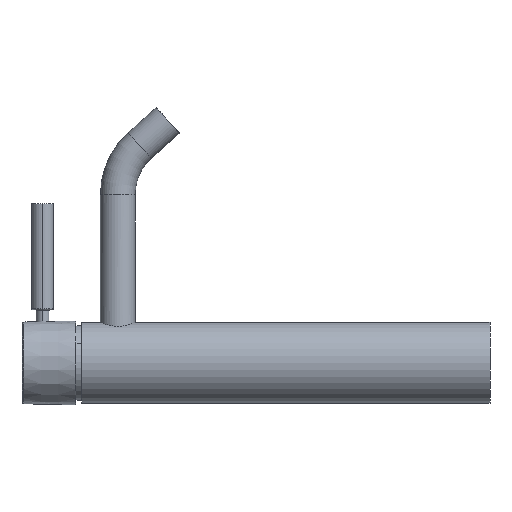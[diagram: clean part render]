
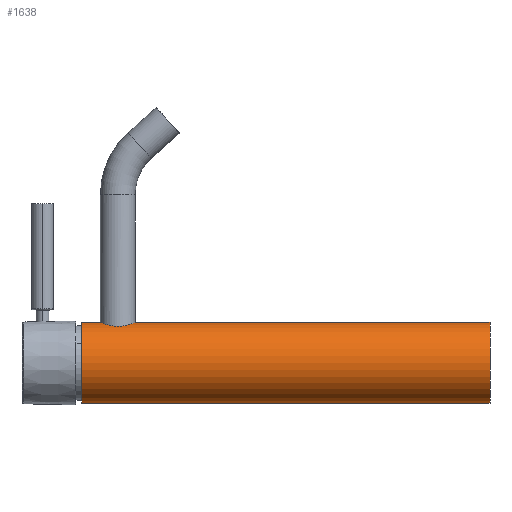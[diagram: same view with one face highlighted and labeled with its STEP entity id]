
A CAD part, left-side view. The second image highlights one B-rep face of the part: STEP entity #1638.
In plain terms, the highlighted cylindrical face has radius 22.5 mm (diameter 45 mm), a partial arc.
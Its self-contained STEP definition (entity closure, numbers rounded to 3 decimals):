
#24 = CARTESIAN_POINT ( 'NONE',  ( 0., 0., -22.5 ) ) ;
#40 = DIRECTION ( 'NONE',  ( 0., 1., 0. ) ) ;
#190 = FACE_OUTER_BOUND ( 'NONE', #1792, .T. ) ;
#358 = DIRECTION ( 'NONE',  ( 0., 1., 0. ) ) ;
#463 = DIRECTION ( 'NONE',  ( 0., 1., 0. ) ) ;
#475 = LINE ( 'NONE', #1764, #1332 ) ;
#515 = AXIS2_PLACEMENT_3D ( 'NONE', #726, #1603, #661 ) ;
#520 = EDGE_CURVE ( 'NONE', #1830, #1750, #739, .T. ) ;
#661 = DIRECTION ( 'NONE',  ( 0., 0., 1. ) ) ;
#726 = CARTESIAN_POINT ( 'NONE',  ( 0., -227., 0. ) ) ;
#729 = VECTOR ( 'NONE', #40, 1000. ) ;
#739 = CIRCLE ( 'NONE', #1555, 22.5 ) ;
#1040 = EDGE_CURVE ( 'NONE', #1240, #1750, #1766, .T. ) ;
#1078 = ORIENTED_EDGE ( 'NONE', *, *, #2067, .T. ) ;
#1208 = CARTESIAN_POINT ( 'NONE',  ( 0., -227., -22.5 ) ) ;
#1240 = VERTEX_POINT ( 'NONE', #1346 ) ;
#1332 = VECTOR ( 'NONE', #358, 1000. ) ;
#1346 = CARTESIAN_POINT ( 'NONE',  ( 0., -227., 22.5 ) ) ;
#1375 = CYLINDRICAL_SURFACE ( 'NONE', #1910, 22.5 ) ;
#1387 = CARTESIAN_POINT ( 'NONE',  ( 0., 0., 0. ) ) ;
#1463 = ORIENTED_EDGE ( 'NONE', *, *, #520, .F. ) ;
#1497 = CARTESIAN_POINT ( 'NONE',  ( 0., 0., 22.5 ) ) ;
#1555 = AXIS2_PLACEMENT_3D ( 'NONE', #1387, #463, #2011 ) ;
#1603 = DIRECTION ( 'NONE',  ( 0., 1., 0. ) ) ;
#1638 = ADVANCED_FACE ( 'NONE', ( #190 ), #1375, .T. ) ;
#1683 = CARTESIAN_POINT ( 'NONE',  ( 0., -227., 0. ) ) ;
#1692 = CARTESIAN_POINT ( 'NONE',  ( 0., -227., 22.5 ) ) ;
#1750 = VERTEX_POINT ( 'NONE', #1497 ) ;
#1764 = CARTESIAN_POINT ( 'NONE',  ( 0., -227., -22.5 ) ) ;
#1766 = LINE ( 'NONE', #1692, #729 ) ;
#1777 = ORIENTED_EDGE ( 'NONE', *, *, #2169, .F. ) ;
#1792 = EDGE_LOOP ( 'NONE', ( #1777, #1078, #1857, #1463 ) ) ;
#1830 = VERTEX_POINT ( 'NONE', #24 ) ;
#1857 = ORIENTED_EDGE ( 'NONE', *, *, #1040, .T. ) ;
#1910 = AXIS2_PLACEMENT_3D ( 'NONE', #1683, #2223, #2164 ) ;
#2003 = CIRCLE ( 'NONE', #515, 22.5 ) ;
#2011 = DIRECTION ( 'NONE',  ( 0., 0., 1. ) ) ;
#2067 = EDGE_CURVE ( 'NONE', #2288, #1240, #2003, .T. ) ;
#2164 = DIRECTION ( 'NONE',  ( 0., 0., 1. ) ) ;
#2169 = EDGE_CURVE ( 'NONE', #2288, #1830, #475, .T. ) ;
#2223 = DIRECTION ( 'NONE',  ( 0., 1., 0. ) ) ;
#2288 = VERTEX_POINT ( 'NONE', #1208 ) ;
